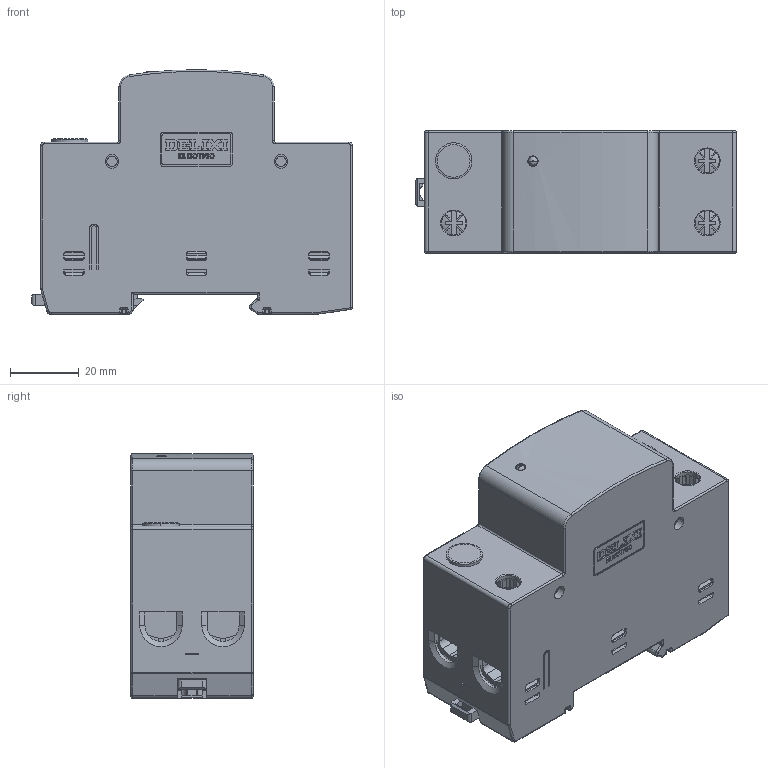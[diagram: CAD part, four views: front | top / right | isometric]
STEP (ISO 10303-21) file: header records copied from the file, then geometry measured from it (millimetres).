
FILE_DESCRIPTION((''),'2;1');
FILE_NAME('236-SHIMO-1P','2025-06-25T',('weiren.liu'),(''),'PRO/ENGINEER BY PARAMETRIC TECHNOLOGY CORPORATION, 2017170','PRO/ENGINEER BY PARAMETRIC TECHNOLOGY CORPORATION, 2017170','');
FILE_SCHEMA(('CONFIG_CONTROL_DESIGN'));
Products named in the file (1): 236-SHIMO-1P
Bounding box: 93 x 35.4 x 70.9 mm (x, y, z)
Volume: 54492.1 mm3; surface area: 65345.2 mm2
Topology: 1 solids, 6 shells, 2636 faces, 7472 edges, 4871 vertices
Faces by surface type: plane 2003, cylinder 485, torus 80, cone 36, bspline 22, sphere 10
Entity records: 86506 total; most frequent: CARTESIAN_POINT 17113, ORIENTED_EDGE 14940, DIRECTION 13965, EDGE_CURVE 7470, VECTOR 5749, LINE 5749, VERTEX_POINT 4871, AXIS2_PLACEMENT_3D 4108
